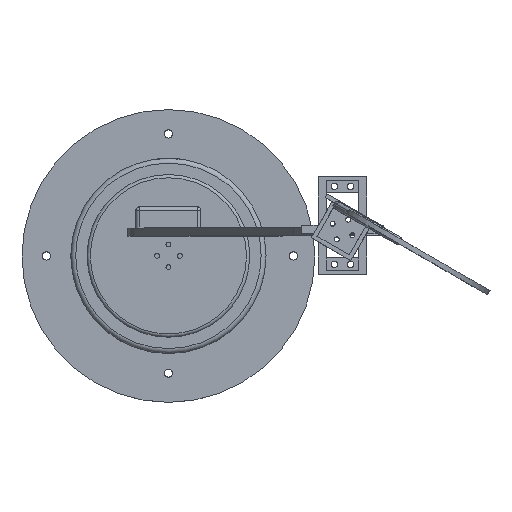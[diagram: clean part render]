
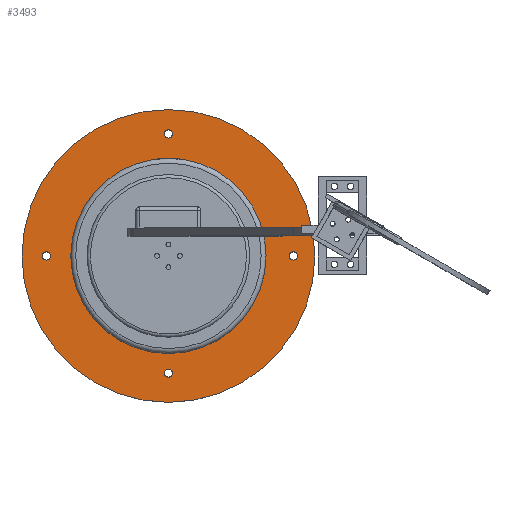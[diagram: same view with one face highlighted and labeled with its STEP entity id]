
A CAD part, top view. The second image highlights one B-rep face of the part: STEP entity #3493.
In plain terms, the highlighted planar face has unit normal (0, 0, 1).
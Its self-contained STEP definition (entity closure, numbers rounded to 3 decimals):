
#79=PLANE('',#3773);
#185=FACE_BOUND('',#1275,.T.);
#186=FACE_BOUND('',#1276,.T.);
#187=FACE_BOUND('',#1277,.T.);
#188=FACE_BOUND('',#1278,.T.);
#189=FACE_BOUND('',#1279,.T.);
#1081=FACE_OUTER_BOUND('',#1274,.T.);
#1274=EDGE_LOOP('',(#2600));
#1275=EDGE_LOOP('',(#2601));
#1276=EDGE_LOOP('',(#2602));
#1277=EDGE_LOOP('',(#2603));
#1278=EDGE_LOOP('',(#2604));
#1279=EDGE_LOOP('',(#2605));
#1528=CIRCLE('',#3731,60.);
#1533=CIRCLE('',#3738,2.5);
#1535=CIRCLE('',#3741,2.5);
#1537=CIRCLE('',#3744,2.5);
#1539=CIRCLE('',#3747,2.5);
#1546=CIRCLE('',#3771,90.);
#1659=VERTEX_POINT('',#5079);
#1670=VERTEX_POINT('',#5139);
#1672=VERTEX_POINT('',#5145);
#1674=VERTEX_POINT('',#5151);
#1676=VERTEX_POINT('',#5157);
#1703=VERTEX_POINT('',#5246);
#1984=EDGE_CURVE('',#1659,#1659,#1528,.T.);
#1995=EDGE_CURVE('',#1670,#1670,#1533,.T.);
#1998=EDGE_CURVE('',#1672,#1672,#1535,.T.);
#2001=EDGE_CURVE('',#1674,#1674,#1537,.T.);
#2004=EDGE_CURVE('',#1676,#1676,#1539,.T.);
#2049=EDGE_CURVE('',#1703,#1703,#1546,.T.);
#2600=ORIENTED_EDGE('',*,*,#2049,.T.);
#2601=ORIENTED_EDGE('',*,*,#1995,.T.);
#2602=ORIENTED_EDGE('',*,*,#1998,.T.);
#2603=ORIENTED_EDGE('',*,*,#2001,.T.);
#2604=ORIENTED_EDGE('',*,*,#2004,.T.);
#2605=ORIENTED_EDGE('',*,*,#1984,.T.);
#3493=ADVANCED_FACE('',(#1081,#185,#186,#187,#188,#189),#79,.T.);
#3731=AXIS2_PLACEMENT_3D('',#5081,#4070,#4071);
#3738=AXIS2_PLACEMENT_3D('',#5140,#4088,#4089);
#3741=AXIS2_PLACEMENT_3D('',#5146,#4095,#4096);
#3744=AXIS2_PLACEMENT_3D('',#5152,#4102,#4103);
#3747=AXIS2_PLACEMENT_3D('',#5158,#4109,#4110);
#3771=AXIS2_PLACEMENT_3D('',#5247,#4195,#4196);
#3773=AXIS2_PLACEMENT_3D('',#5251,#4200,#4201);
#4070=DIRECTION('center_axis',(0.,0.,-1.));
#4071=DIRECTION('ref_axis',(-1.,0.,0.));
#4088=DIRECTION('center_axis',(0.,0.,-1.));
#4089=DIRECTION('ref_axis',(-1.,0.,0.));
#4095=DIRECTION('center_axis',(0.,0.,-1.));
#4096=DIRECTION('ref_axis',(-1.,0.,0.));
#4102=DIRECTION('center_axis',(0.,0.,-1.));
#4103=DIRECTION('ref_axis',(-1.,0.,0.));
#4109=DIRECTION('center_axis',(0.,0.,-1.));
#4110=DIRECTION('ref_axis',(-1.,0.,0.));
#4195=DIRECTION('center_axis',(0.,0.,1.));
#4196=DIRECTION('ref_axis',(1.,0.,0.));
#4200=DIRECTION('center_axis',(0.,0.,1.));
#4201=DIRECTION('ref_axis',(1.,0.,0.));
#5079=CARTESIAN_POINT('',(-60.,0.,10.));
#5081=CARTESIAN_POINT('Origin',(0.,0.,10.));
#5139=CARTESIAN_POINT('',(2.5,75.,10.));
#5140=CARTESIAN_POINT('Origin',(0.,75.,10.));
#5145=CARTESIAN_POINT('',(-72.5,0.,10.));
#5146=CARTESIAN_POINT('Origin',(-75.,0.,10.));
#5151=CARTESIAN_POINT('',(79.355,0.011,10.));
#5152=CARTESIAN_POINT('Origin',(76.855,0.011,10.));
#5157=CARTESIAN_POINT('',(2.5,-72.,10.));
#5158=CARTESIAN_POINT('Origin',(0.,-72.,10.));
#5246=CARTESIAN_POINT('',(-90.,0.,10.));
#5247=CARTESIAN_POINT('Origin',(0.,0.,10.));
#5251=CARTESIAN_POINT('Origin',(0.,0.,10.));
